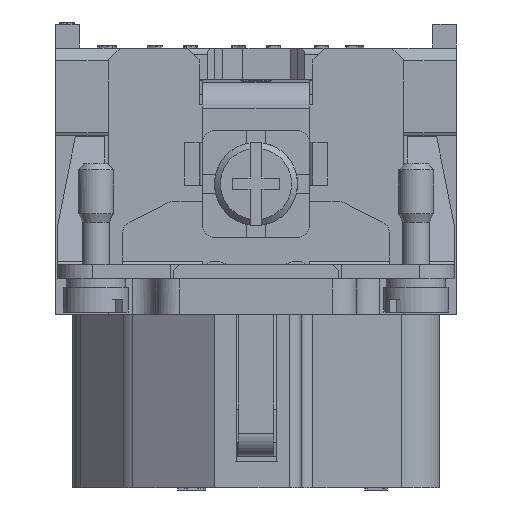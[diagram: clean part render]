
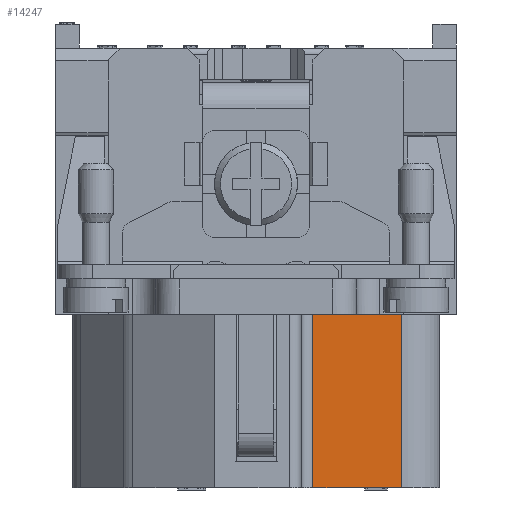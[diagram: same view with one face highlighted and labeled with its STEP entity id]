
A CAD part, left-side view. The second image highlights one B-rep face of the part: STEP entity #14247.
In plain terms, the highlighted planar face has unit normal (-1, 0, 0).
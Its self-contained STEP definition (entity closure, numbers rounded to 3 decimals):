
#14247=ADVANCED_FACE('',(#22772),#19286,.T.);
#19286=PLANE('',#106904);
#22772=FACE_OUTER_BOUND('',#27630,.T.);
#27630=EDGE_LOOP('',(#37586,#37587,#37588,#37589));
#37586=ORIENTED_EDGE('',*,*,#74087,.T.);
#37587=ORIENTED_EDGE('',*,*,#74696,.T.);
#37588=ORIENTED_EDGE('',*,*,#73792,.T.);
#37589=ORIENTED_EDGE('',*,*,#74697,.F.);
#64424=VERTEX_POINT('',#139283);
#64425=VERTEX_POINT('',#139285);
#64707=VERTEX_POINT('',#139952);
#64708=VERTEX_POINT('',#139954);
#73792=EDGE_CURVE('',#64425,#64424,#87220,.T.);
#74087=EDGE_CURVE('',#64708,#64707,#87409,.T.);
#74696=EDGE_CURVE('',#64707,#64425,#87873,.T.);
#74697=EDGE_CURVE('',#64708,#64424,#87874,.T.);
#87220=LINE('',#139284,#96644);
#87409=LINE('',#139953,#96833);
#87873=LINE('',#141179,#97297);
#87874=LINE('',#141181,#97298);
#96644=VECTOR('',#114956,1.);
#96833=VECTOR('',#115371,1.);
#97297=VECTOR('',#116335,1.);
#97298=VECTOR('',#116338,1.);
#106904=AXIS2_PLACEMENT_3D('',#141182,#116339,#116340);
#114956=DIRECTION('',(0.,-1.,0.));
#115371=DIRECTION('',(0.,1.,0.));
#116335=DIRECTION('',(0.,0.,-1.));
#116338=DIRECTION('',(0.,0.,-1.));
#116339=DIRECTION('',(-1.,0.,0.));
#116340=DIRECTION('',(0.,-1.,0.));
#139283=CARTESIAN_POINT('',(-41.25,-12.25,80.4));
#139284=CARTESIAN_POINT('',(-41.25,-4.8,80.4));
#139285=CARTESIAN_POINT('',(-41.25,-4.8,80.4));
#139952=CARTESIAN_POINT('',(-41.25,-4.8,95.));
#139953=CARTESIAN_POINT('',(-41.25,-4.8,95.));
#139954=CARTESIAN_POINT('',(-41.25,-12.25,95.));
#141179=CARTESIAN_POINT('',(-41.25,-4.8,80.4));
#141181=CARTESIAN_POINT('',(-41.25,-12.25,80.4));
#141182=CARTESIAN_POINT('',(-41.25,-4.8,80.4));
